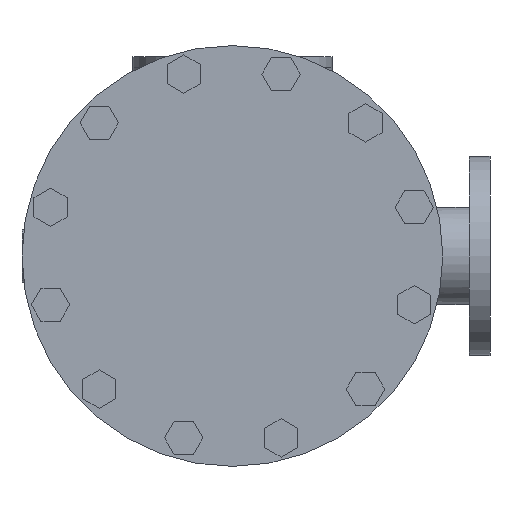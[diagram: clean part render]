
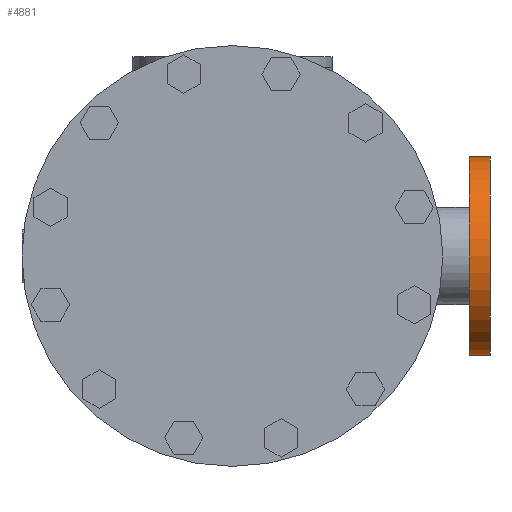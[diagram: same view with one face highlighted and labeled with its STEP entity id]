
A CAD part, left-side view. The second image highlights one B-rep face of the part: STEP entity #4881.
In plain terms, the highlighted cylindrical face has radius 114.3 mm (diameter 228.6 mm), a partial arc.
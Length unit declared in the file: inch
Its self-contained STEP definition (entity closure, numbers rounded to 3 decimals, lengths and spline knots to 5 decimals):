
#718 = ORIENTED_EDGE ( 'NONE', *, *, #3823, .F. ) ;
#744 = AXIS2_PLACEMENT_3D ( 'NONE', #9999, #20427, #18605 ) ;
#752 = CARTESIAN_POINT ( 'NONE',  ( 10.63338, -10.69, 4.5 ) ) ;
#974 = CARTESIAN_POINT ( 'NONE',  ( 10.63338, -11.63, 0. ) ) ;
#2592 = DIRECTION ( 'NONE',  ( 0., 0., 1. ) ) ;
#3012 = CARTESIAN_POINT ( 'NONE',  ( 10.63338, -11.63, 4.5 ) ) ;
#3413 = EDGE_LOOP ( 'NONE', ( #5581, #718, #8146, #16572 ) ) ;
#3579 = LINE ( 'NONE', #12685, #4357 ) ;
#3743 = VERTEX_POINT ( 'NONE', #752 ) ;
#3823 = EDGE_CURVE ( 'NONE', #13146, #14171, #17311, .T. ) ;
#3868 = CARTESIAN_POINT ( 'NONE',  ( 10.63338, -11.63, -4.5 ) ) ;
#3906 = EDGE_CURVE ( 'NONE', #3743, #10839, #13253, .T. ) ;
#4357 = VECTOR ( 'NONE', #19806, 39.37008 ) ;
#4458 = CARTESIAN_POINT ( 'NONE',  ( 10.63338, -11.63, 4.5 ) ) ;
#4505 = DIRECTION ( 'NONE',  ( 0., 1., 0. ) ) ;
#4881 = ADVANCED_FACE ( 'NONE', ( #17271 ), #9374, .T. ) ;
#4927 = AXIS2_PLACEMENT_3D ( 'NONE', #21699, #7251, #2592 ) ;
#5581 = ORIENTED_EDGE ( 'NONE', *, *, #14934, .F. ) ;
#7251 = DIRECTION ( 'NONE',  ( 0., 1., 0. ) ) ;
#8146 = ORIENTED_EDGE ( 'NONE', *, *, #19258, .T. ) ;
#9374 = CYLINDRICAL_SURFACE ( 'NONE', #4927, 4.5 ) ;
#9564 = VECTOR ( 'NONE', #4505, 39.37008 ) ;
#9999 = CARTESIAN_POINT ( 'NONE',  ( 10.63338, -10.69, 0. ) ) ;
#10114 = LINE ( 'NONE', #3012, #9564 ) ;
#10839 = VERTEX_POINT ( 'NONE', #18056 ) ;
#11463 = DIRECTION ( 'NONE',  ( 0., 0., -1. ) ) ;
#12685 = CARTESIAN_POINT ( 'NONE',  ( 10.63338, -11.63, -4.5 ) ) ;
#13146 = VERTEX_POINT ( 'NONE', #4458 ) ;
#13253 = CIRCLE ( 'NONE', #744, 4.5 ) ;
#14171 = VERTEX_POINT ( 'NONE', #3868 ) ;
#14934 = EDGE_CURVE ( 'NONE', #14171, #10839, #3579, .T. ) ;
#16572 = ORIENTED_EDGE ( 'NONE', *, *, #3906, .T. ) ;
#17271 = FACE_OUTER_BOUND ( 'NONE', #3413, .T. ) ;
#17311 = CIRCLE ( 'NONE', #21344, 4.5 ) ;
#18056 = CARTESIAN_POINT ( 'NONE',  ( 10.63338, -10.69, -4.5 ) ) ;
#18605 = DIRECTION ( 'NONE',  ( 0., 0., -1. ) ) ;
#19258 = EDGE_CURVE ( 'NONE', #13146, #3743, #10114, .T. ) ;
#19806 = DIRECTION ( 'NONE',  ( 0., 1., 0. ) ) ;
#20427 = DIRECTION ( 'NONE',  ( 0., -1., 0. ) ) ;
#21344 = AXIS2_PLACEMENT_3D ( 'NONE', #974, #21888, #11463 ) ;
#21699 = CARTESIAN_POINT ( 'NONE',  ( 10.63338, -11.63, 0. ) ) ;
#21888 = DIRECTION ( 'NONE',  ( 0., -1., 0. ) ) ;
